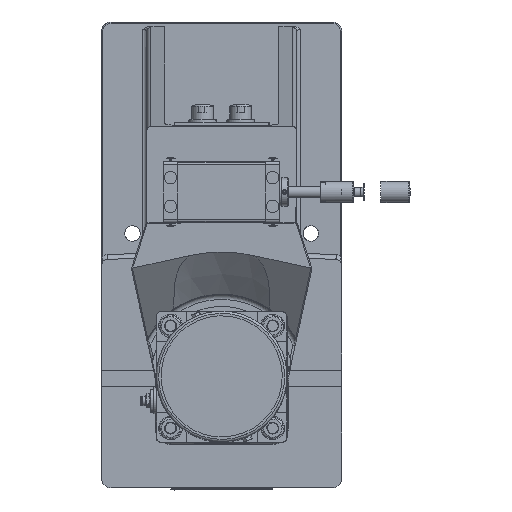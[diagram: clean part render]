
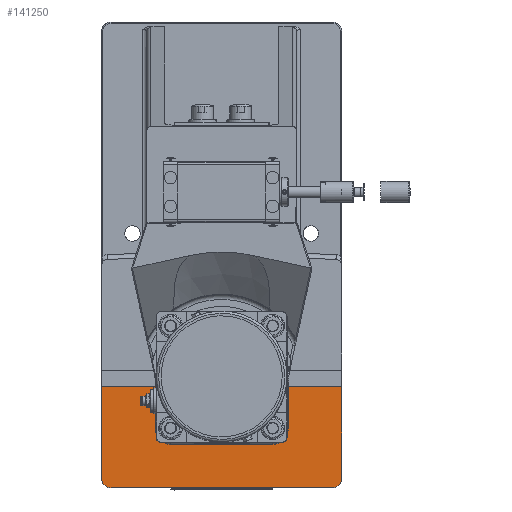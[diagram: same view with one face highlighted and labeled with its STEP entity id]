
A CAD part, top view. The second image highlights one B-rep face of the part: STEP entity #141250.
In plain terms, the highlighted planar face has unit normal (0, 0, 1).
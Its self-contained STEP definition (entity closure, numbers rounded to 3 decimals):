
#7997=PLANE('',#149099);
#12448=LINE('',#184928,#26431);
#12461=LINE('',#184954,#26444);
#12529=LINE('',#185187,#26512);
#12530=LINE('',#185199,#26513);
#26431=VECTOR('',#156425,10.);
#26444=VECTOR('',#156446,10.);
#26512=VECTOR('',#156600,10.);
#26513=VECTOR('',#156613,10.);
#40901=FACE_OUTER_BOUND('',#48406,.T.);
#48406=EDGE_LOOP('',(#92806,#92807,#92808,#92809,#92810,#92811));
#56519=CIRCLE('',#149092,8.);
#56525=CIRCLE('',#149100,8.);
#58325=VERTEX_POINT('',#184925);
#58326=VERTEX_POINT('',#184927);
#58335=VERTEX_POINT('',#184952);
#58416=VERTEX_POINT('',#185177);
#58419=VERTEX_POINT('',#185184);
#58424=VERTEX_POINT('',#185197);
#71979=EDGE_CURVE('',#58325,#58326,#12448,.T.);
#71992=EDGE_CURVE('',#58325,#58335,#12461,.T.);
#72083=EDGE_CURVE('',#58326,#58416,#56519,.T.);
#72088=EDGE_CURVE('',#58416,#58419,#12529,.T.);
#72093=EDGE_CURVE('',#58419,#58424,#56525,.T.);
#72094=EDGE_CURVE('',#58424,#58335,#12530,.T.);
#92806=ORIENTED_EDGE('',*,*,#72093,.F.);
#92807=ORIENTED_EDGE('',*,*,#72088,.F.);
#92808=ORIENTED_EDGE('',*,*,#72083,.F.);
#92809=ORIENTED_EDGE('',*,*,#71979,.F.);
#92810=ORIENTED_EDGE('',*,*,#71992,.T.);
#92811=ORIENTED_EDGE('',*,*,#72094,.F.);
#141250=ADVANCED_FACE('',(#40901),#7997,.T.);
#149092=AXIS2_PLACEMENT_3D('',#185178,#156591,#156592);
#149099=AXIS2_PLACEMENT_3D('',#185196,#156609,#156610);
#149100=AXIS2_PLACEMENT_3D('',#185198,#156611,#156612);
#156425=DIRECTION('',(0.,-1.,0.));
#156446=DIRECTION('',(-1.,0.,0.));
#156591=DIRECTION('center_axis',(0.,0.,
-1.));
#156592=DIRECTION('ref_axis',(0.707,-0.707,0.));
#156600=DIRECTION('',(-1.,0.,0.));
#156609=DIRECTION('center_axis',(0.,0.,
1.));
#156610=DIRECTION('ref_axis',(1.,0.,0.));
#156611=DIRECTION('center_axis',(0.,0.,
-1.));
#156612=DIRECTION('ref_axis',(-0.707,-0.707,0.));
#156613=DIRECTION('',(0.,1.,0.));
#184925=CARTESIAN_POINT('',(101.,-107.5,52.));
#184927=CARTESIAN_POINT('',(101.,-184.5,52.));
#184928=CARTESIAN_POINT('',(101.,-192.5,52.));
#184952=CARTESIAN_POINT('',(-101.,-107.5,52.));
#184954=CARTESIAN_POINT('',(50.5,-107.5,52.));
#185177=CARTESIAN_POINT('',(93.,-192.5,52.));
#185178=CARTESIAN_POINT('Origin',(93.,-184.5,52.));
#185184=CARTESIAN_POINT('',(-93.,-192.5,52.));
#185187=CARTESIAN_POINT('',(-101.,-192.5,52.));
#185196=CARTESIAN_POINT('Origin',(0.,-95.968,
52.));
#185197=CARTESIAN_POINT('',(-101.,-184.5,52.));
#185198=CARTESIAN_POINT('Origin',(-93.,-184.5,52.));
#185199=CARTESIAN_POINT('',(-101.,-0.5,52.));
